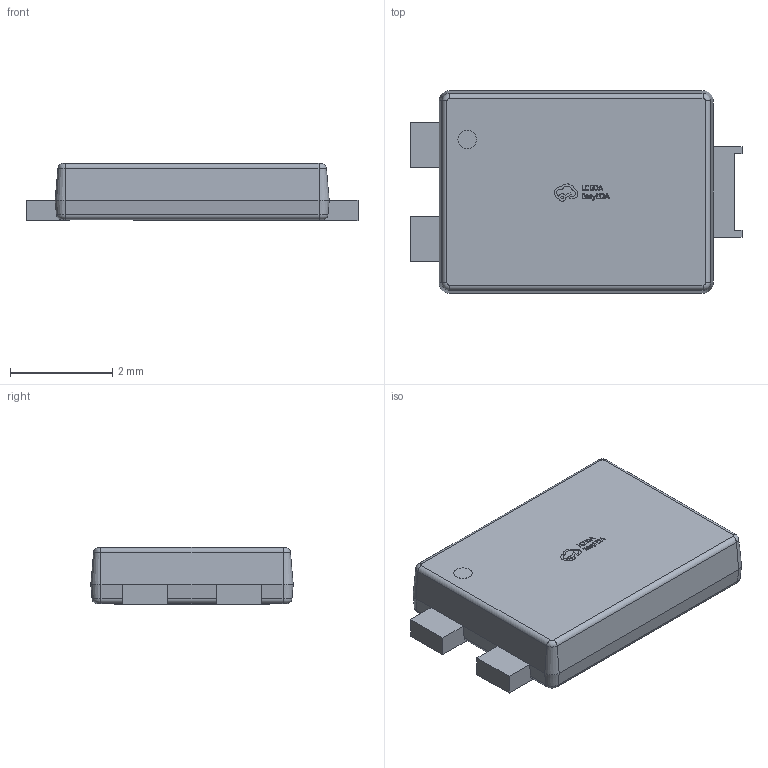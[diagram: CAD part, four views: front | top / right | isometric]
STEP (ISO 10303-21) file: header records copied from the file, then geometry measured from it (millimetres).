
FILE_DESCRIPTION (( 'STEP AP214' ), '1' );
FILE_NAME ('POWERDI5_L5.4-W4.0-P1.84-LS6.5.step', '2022-07-09T03:58:22', ( '' ), ( '' ), 'SwSTEP 2.0', 'SolidWorks 2020', '' );
FILE_SCHEMA (( 'AUTOMOTIVE_DESIGN' ));
Length unit declared in the file: millimetre
Products named in the file (1): POWERDI5_L5.4-W4.0-P1.84-LS6.5
Bounding box: 6.5 x 3.97 x 1.12 mm (x, y, z)
Volume: 23.8 mm3; surface area: 65.3 mm2
Topology: 1 solids, 1 shells, 352 faces, 939 edges, 616 vertices
Faces by surface type: plane 211, bspline 112, cylinder 13, cone 8, torus 8
Entity records: 15947 total; most frequent: CARTESIAN_POINT 4012, ORIENTED_EDGE 1878, DIRECTION 1239, EDGE_CURVE 939, VECTOR 665, LINE 665, VERTEX_POINT 616, EDGE_LOOP 379
